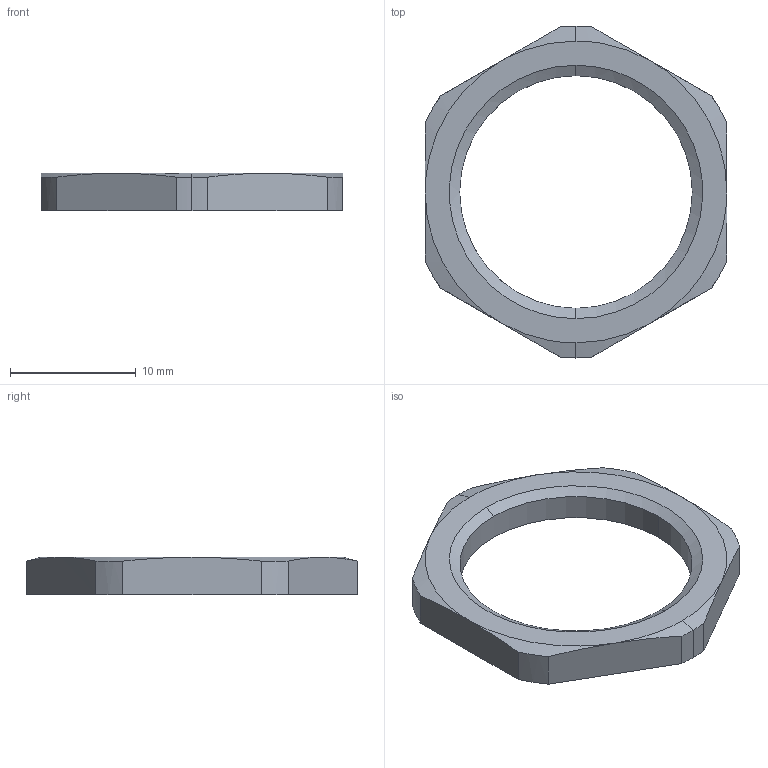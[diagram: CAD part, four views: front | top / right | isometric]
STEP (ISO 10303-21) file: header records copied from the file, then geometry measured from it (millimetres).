
FILE_DESCRIPTION(('CATIA V5 STEP Exchange','CAx-IF Rec.Pracs.--- Model Styling and Organization---1.2---2011-12-15'),'2;1');
FILE_NAME ('D1455232_0_1737000000_1737000000.stp','2018-02-23T12:29:07+00:00',('none'),('Weidmueller'),'CATIA Version 5-6 Release 2014','CATIA V5 STEP AP214','none');
FILE_SCHEMA(('AUTOMOTIVE_DESIGN { 1 0 10303 214 1 1 1 1 }'));
Length unit declared in the file: millimetre
Products named in the file (1): 1737000000_SKMU_M20_MS
Bounding box: 24 x 26.4 x 3 mm (x, y, z)
Volume: 647.2 mm3; surface area: 817.2 mm2
Topology: 1 solids, 1 shells, 30 faces, 76 edges, 48 vertices
Faces by surface type: cone 12, cylinder 10, plane 8
Entity records: 1085 total; most frequent: CARTESIAN_POINT 399, ORIENTED_EDGE 152, DIRECTION 106, EDGE_CURVE 76, AXIS2_PLACEMENT_3D 49, VERTEX_POINT 48, EDGE_LOOP 32, ADVANCED_FACE 30
